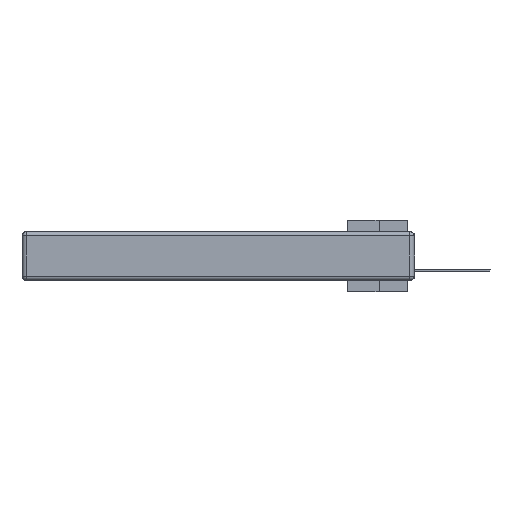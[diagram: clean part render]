
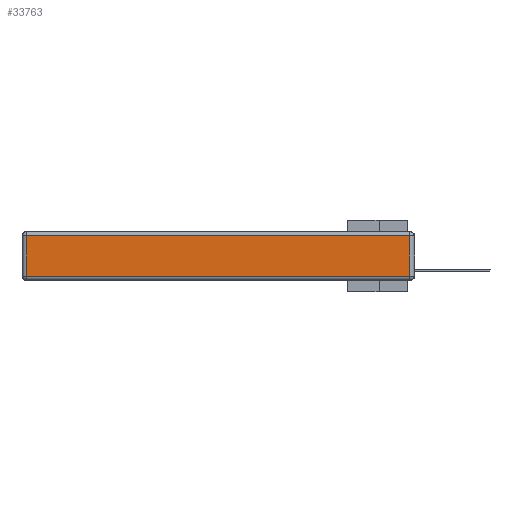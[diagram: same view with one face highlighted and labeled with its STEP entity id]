
A CAD part, left-side view. The second image highlights one B-rep face of the part: STEP entity #33763.
In plain terms, the highlighted planar face has unit normal (-1, 0, 0).
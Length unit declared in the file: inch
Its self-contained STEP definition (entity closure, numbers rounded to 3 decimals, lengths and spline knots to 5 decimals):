
#637 = DIRECTION ( 'NONE',  ( 0., 0., -1. ) ) ;
#738 = VERTEX_POINT ( 'NONE', #29317 ) ;
#986 = CARTESIAN_POINT ( 'NONE',  ( 0., 0., -0.343 ) ) ;
#1186 = PLANE ( 'NONE',  #28148 ) ;
#2819 = DIRECTION ( 'NONE',  ( 0., 1., 0. ) ) ;
#4241 = DIRECTION ( 'NONE',  ( -1., 0., 0. ) ) ;
#4442 = DIRECTION ( 'NONE',  ( 0., 0., 1. ) ) ;
#7556 = ORIENTED_EDGE ( 'NONE', *, *, #12974, .T. ) ;
#10344 = EDGE_CURVE ( 'NONE', #738, #27236, #25489, .T. ) ;
#12001 = ORIENTED_EDGE ( 'NONE', *, *, #18443, .T. ) ;
#12961 = EDGE_CURVE ( 'NONE', #18244, #35291, #17829, .T. ) ;
#12974 = EDGE_CURVE ( 'NONE', #27236, #18244, #27200, .T. ) ;
#13299 = ORIENTED_EDGE ( 'NONE', *, *, #10344, .T. ) ;
#14771 = CARTESIAN_POINT ( 'NONE',  ( 0., 0.03, -0.343 ) ) ;
#15679 = CARTESIAN_POINT ( 'NONE',  ( 0., 0.03, -0.313 ) ) ;
#16610 = VECTOR ( 'NONE', #2819, 39.37008 ) ;
#16729 = VECTOR ( 'NONE', #30445, 39.37008 ) ;
#17829 = LINE ( 'NONE', #14771, #16729 ) ;
#18244 = VERTEX_POINT ( 'NONE', #15679 ) ;
#18443 = EDGE_CURVE ( 'NONE', #35291, #738, #33540, .T. ) ;
#18763 = CARTESIAN_POINT ( 'NONE',  ( 0., 2.72, -0.313 ) ) ;
#19321 = ORIENTED_EDGE ( 'NONE', *, *, #12961, .T. ) ;
#21297 = DIRECTION ( 'NONE',  ( 0., -1., 0. ) ) ;
#22921 = CARTESIAN_POINT ( 'NONE',  ( 0., 0.03, -0.03 ) ) ;
#24006 = CARTESIAN_POINT ( 'NONE',  ( 0., 2.75, -0.03 ) ) ;
#25489 = LINE ( 'NONE', #28946, #26971 ) ;
#26971 = VECTOR ( 'NONE', #637, 39.37008 ) ;
#27200 = LINE ( 'NONE', #39578, #28435 ) ;
#27236 = VERTEX_POINT ( 'NONE', #18763 ) ;
#28148 = AXIS2_PLACEMENT_3D ( 'NONE', #986, #4241, #4442 ) ;
#28435 = VECTOR ( 'NONE', #21297, 39.37008 ) ;
#28946 = CARTESIAN_POINT ( 'NONE',  ( 0., 2.72, -0.343 ) ) ;
#29317 = CARTESIAN_POINT ( 'NONE',  ( 0., 2.72, -0.03 ) ) ;
#30445 = DIRECTION ( 'NONE',  ( 0., 0., 1. ) ) ;
#30777 = EDGE_LOOP ( 'NONE', ( #7556, #19321, #12001, #13299 ) ) ;
#33540 = LINE ( 'NONE', #24006, #16610 ) ;
#33763 = ADVANCED_FACE ( 'NONE', ( #38011 ), #1186, .T. ) ;
#35291 = VERTEX_POINT ( 'NONE', #22921 ) ;
#38011 = FACE_OUTER_BOUND ( 'NONE', #30777, .T. ) ;
#39578 = CARTESIAN_POINT ( 'NONE',  ( 0., 0., -0.313 ) ) ;
